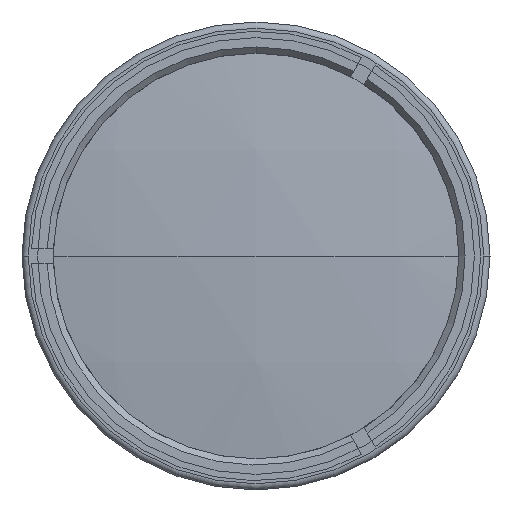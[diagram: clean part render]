
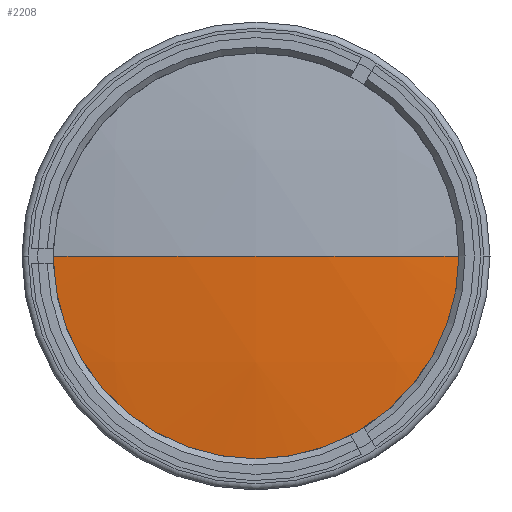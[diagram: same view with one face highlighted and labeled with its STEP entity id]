
A CAD part, left-side view. The second image highlights one B-rep face of the part: STEP entity #2208.
In plain terms, the highlighted spherical face has radius 252 mm.
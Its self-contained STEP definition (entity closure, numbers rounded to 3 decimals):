
#303 = ORIENTED_EDGE ( 'NONE', *, *, #3061, .T. ) ;
#365 = ORIENTED_EDGE ( 'NONE', *, *, #3107, .F. ) ;
#635 = EDGE_LOOP ( 'NONE', ( #2864, #303, #365 ) ) ;
#770 = AXIS2_PLACEMENT_3D ( 'NONE', #3559, #2670, #5598 ) ;
#1107 = VERTEX_POINT ( 'NONE', #1113 ) ;
#1113 = CARTESIAN_POINT ( 'NONE',  ( -141.213, 0., 0. ) ) ;
#1520 = CARTESIAN_POINT ( 'NONE',  ( -138.909, 0., 0. ) ) ;
#1788 = VERTEX_POINT ( 'NONE', #4594 ) ;
#1982 = DIRECTION ( 'NONE',  ( 0., 0., -1. ) ) ;
#1990 = DIRECTION ( 'NONE',  ( 0., 0., 1. ) ) ;
#2063 = CIRCLE ( 'NONE', #4417, 34. ) ;
#2208 = ADVANCED_FACE ( 'NONE', ( #5345 ), #4986, .T. ) ;
#2500 = AXIS2_PLACEMENT_3D ( 'NONE', #4703, #1982, #5089 ) ;
#2532 = DIRECTION ( 'NONE',  ( 0., 0., 1. ) ) ;
#2670 = DIRECTION ( 'NONE',  ( 0., 0., -1. ) ) ;
#2687 = VERTEX_POINT ( 'NONE', #5106 ) ;
#2864 = ORIENTED_EDGE ( 'NONE', *, *, #5627, .T. ) ;
#3061 = EDGE_CURVE ( 'NONE', #2687, #1107, #4772, .T. ) ;
#3107 = EDGE_CURVE ( 'NONE', #1788, #1107, #4644, .T. ) ;
#3559 = CARTESIAN_POINT ( 'NONE',  ( 110.787, 0., 0. ) ) ;
#4012 = AXIS2_PLACEMENT_3D ( 'NONE', #5121, #2532, #5498 ) ;
#4417 = AXIS2_PLACEMENT_3D ( 'NONE', #1520, #4714, #1990 ) ;
#4594 = CARTESIAN_POINT ( 'NONE',  ( -138.909, 34., 0. ) ) ;
#4644 = CIRCLE ( 'NONE', #4012, 252. ) ;
#4703 = CARTESIAN_POINT ( 'NONE',  ( 110.787, 0., 0. ) ) ;
#4714 = DIRECTION ( 'NONE',  ( -1., 0., 0. ) ) ;
#4772 = CIRCLE ( 'NONE', #2500, 252. ) ;
#4986 = SPHERICAL_SURFACE ( 'NONE', #770, 252. ) ;
#5089 = DIRECTION ( 'NONE',  ( 0., 1., 0. ) ) ;
#5106 = CARTESIAN_POINT ( 'NONE',  ( -138.909, -34., 0. ) ) ;
#5121 = CARTESIAN_POINT ( 'NONE',  ( 110.787, 0., 0. ) ) ;
#5345 = FACE_OUTER_BOUND ( 'NONE', #635, .T. ) ;
#5498 = DIRECTION ( 'NONE',  ( 0., -1., 0. ) ) ;
#5598 = DIRECTION ( 'NONE',  ( 0., 1., 0. ) ) ;
#5627 = EDGE_CURVE ( 'NONE', #1788, #2687, #2063, .T. ) ;
